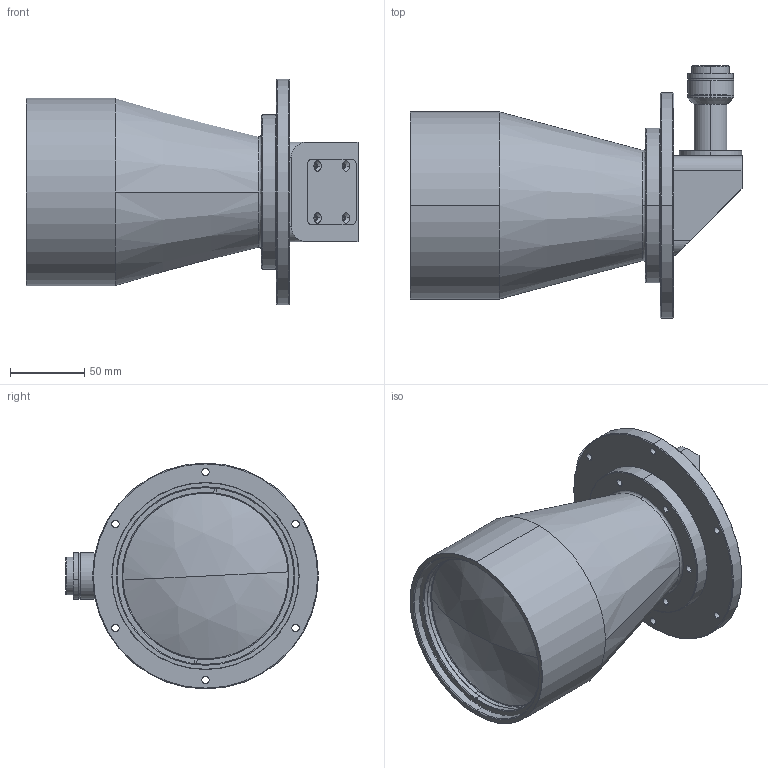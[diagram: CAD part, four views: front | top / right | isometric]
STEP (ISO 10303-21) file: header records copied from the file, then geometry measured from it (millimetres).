
FILE_DESCRIPTION (( 'STEP AP214' ), '1' );
FILE_NAME ('TTL11.5-105-260CL.STEP', '2023-05-12T07:17:27', ( '' ), ( '' ), 'SwSTEP 2.0', 'SolidWorks 2022', '' );
FILE_SCHEMA (( 'AUTOMOTIVE_DESIGN' ));
Length unit declared in the file: millimetre
Products named in the file (1): TTL11.5-105-260CL
Bounding box: 223.47 x 170.17 x 152 mm (x, y, z)
Volume: 996168.2 mm3; surface area: 253159.7 mm2
Topology: 26 solids, 26 shells, 709 faces, 1608 edges, 970 vertices
Faces by surface type: cylinder 262, plane 187, cone 184, bspline 76
Entity records: 30689 total; most frequent: CARTESIAN_POINT 6683, DIRECTION 3513, ORIENTED_EDGE 3160, EDGE_CURVE 1580, AXIS2_PLACEMENT_3D 1438, VERTEX_POINT 970, EDGE_LOOP 840, CIRCLE 804
